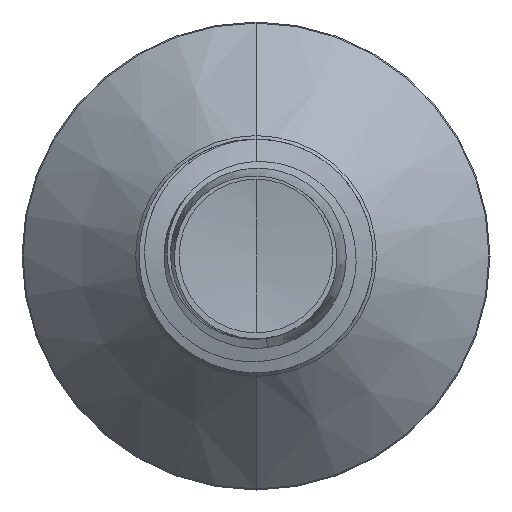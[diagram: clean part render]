
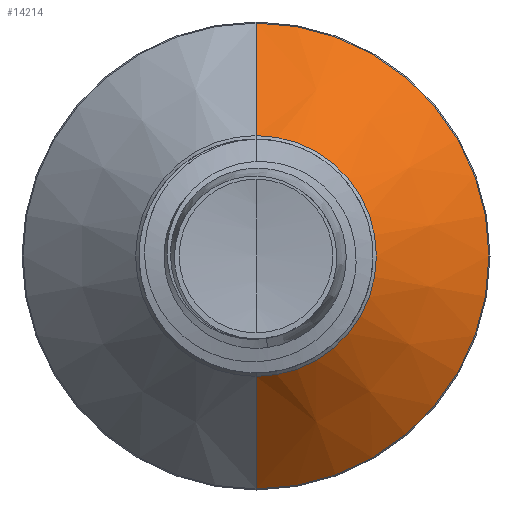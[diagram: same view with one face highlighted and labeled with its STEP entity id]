
A CAD part, front view. The second image highlights one B-rep face of the part: STEP entity #14214.
In plain terms, the highlighted conical face has half-angle 45 degrees and reference radius 3.088 mm.
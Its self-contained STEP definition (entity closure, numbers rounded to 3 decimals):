
#118 = DIRECTION ( 'NONE',  ( 0., 1., 0. ) ) ;
#119 = VERTEX_POINT ( 'NONE', #1928 ) ;
#1380 = DIRECTION ( 'NONE',  ( 0., 0.707, 0.707 ) ) ;
#1441 = CARTESIAN_POINT ( 'NONE',  ( 0., 7.239, 3.089 ) ) ;
#1602 = EDGE_CURVE ( 'NONE', #4197, #119, #4776, .T. ) ;
#1928 = CARTESIAN_POINT ( 'NONE',  ( 0., 10.124, 5.974 ) ) ;
#2483 = CARTESIAN_POINT ( 'NONE',  ( 0., 7.239, -3.089 ) ) ;
#3276 = DIRECTION ( 'NONE',  ( 0., 1., 0. ) ) ;
#3519 = AXIS2_PLACEMENT_3D ( 'NONE', #5752, #3276, #4544 ) ;
#3843 = VECTOR ( 'NONE', #1380, 1000. ) ;
#4089 = CARTESIAN_POINT ( 'NONE',  ( 0., 10.124, -5.974 ) ) ;
#4197 = VERTEX_POINT ( 'NONE', #16580 ) ;
#4544 = DIRECTION ( 'NONE',  ( 0., 0., 1. ) ) ;
#4776 = LINE ( 'NONE', #1441, #3843 ) ;
#4978 = VECTOR ( 'NONE', #12006, 1000. ) ;
#5747 = EDGE_CURVE ( 'NONE', #119, #8520, #11270, .T. ) ;
#5752 = CARTESIAN_POINT ( 'NONE',  ( 0., 7.239, 0. ) ) ;
#6351 = VERTEX_POINT ( 'NONE', #16300 ) ;
#6428 = ORIENTED_EDGE ( 'NONE', *, *, #12696, .T. ) ;
#6640 = ORIENTED_EDGE ( 'NONE', *, *, #10813, .T. ) ;
#7266 = ORIENTED_EDGE ( 'NONE', *, *, #5747, .F. ) ;
#7547 = ORIENTED_EDGE ( 'NONE', *, *, #1602, .F. ) ;
#7716 = FACE_OUTER_BOUND ( 'NONE', #8255, .T. ) ;
#8098 = LINE ( 'NONE', #2483, #4978 ) ;
#8255 = EDGE_LOOP ( 'NONE', ( #6428, #6640, #7266, #7547 ) ) ;
#8374 = CARTESIAN_POINT ( 'NONE',  ( 0., 7.239, 0. ) ) ;
#8520 = VERTEX_POINT ( 'NONE', #4089 ) ;
#9517 = DIRECTION ( 'NONE',  ( 0., 0., 1. ) ) ;
#10813 = EDGE_CURVE ( 'NONE', #6351, #8520, #8098, .T. ) ;
#11270 = CIRCLE ( 'NONE', #13682, 5.974 ) ;
#12006 = DIRECTION ( 'NONE',  ( 0., 0.707, -0.707 ) ) ;
#12696 = EDGE_CURVE ( 'NONE', #4197, #6351, #13406, .T. ) ;
#13406 = CIRCLE ( 'NONE', #15876, 3.089 ) ;
#13682 = AXIS2_PLACEMENT_3D ( 'NONE', #15233, #15202, #15045 ) ;
#14214 = ADVANCED_FACE ( 'NONE', ( #7716 ), #16420, .T. ) ;
#15045 = DIRECTION ( 'NONE',  ( 0., 0., 1. ) ) ;
#15202 = DIRECTION ( 'NONE',  ( 0., 1., 0. ) ) ;
#15233 = CARTESIAN_POINT ( 'NONE',  ( 0., 10.124, 0. ) ) ;
#15876 = AXIS2_PLACEMENT_3D ( 'NONE', #8374, #118, #9517 ) ;
#16300 = CARTESIAN_POINT ( 'NONE',  ( 0., 7.239, -3.089 ) ) ;
#16420 = CONICAL_SURFACE ( 'NONE', #3519, 3.089, 0.785 ) ;
#16580 = CARTESIAN_POINT ( 'NONE',  ( 0., 7.239, 3.089 ) ) ;
